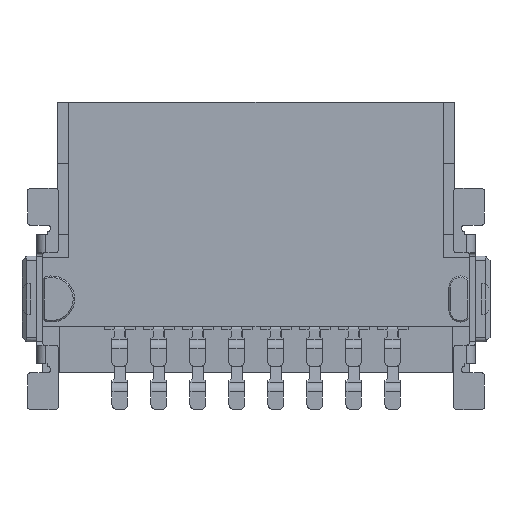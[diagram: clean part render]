
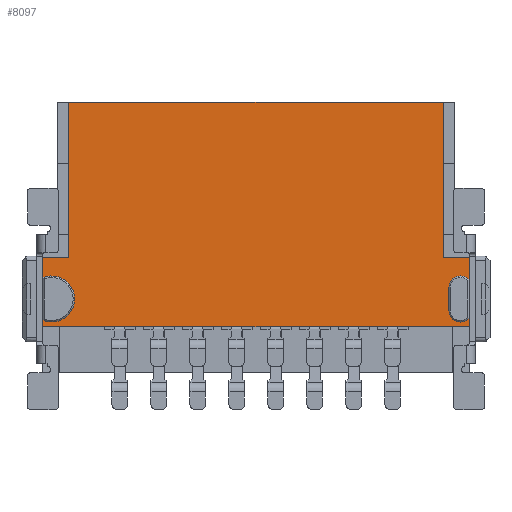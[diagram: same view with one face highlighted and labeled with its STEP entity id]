
A CAD part, front view. The second image highlights one B-rep face of the part: STEP entity #8097.
In plain terms, the highlighted planar face has unit normal (0, -1, 0).
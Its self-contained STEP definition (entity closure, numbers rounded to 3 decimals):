
#1272=CARTESIAN_POINT('',(-6.655,-2.1,2.4));
#1273=DIRECTION('',(0.,1.,0.));
#1274=DIRECTION('',(-0.38,0.,0.925));
#1275=AXIS2_PLACEMENT_3D('',#1272,#1273,#1274);
#1287=DIRECTION('',(-1.,0.,0.));
#1288=VECTOR('',#1287,0.85);
#1289=CARTESIAN_POINT('',(6.94,-2.1,3.75));
#1290=LINE('',#1289,#1288);
#1294=CARTESIAN_POINT('',(6.655,-2.1,2.775));
#1295=DIRECTION('',(0.,-1.,0.));
#1296=DIRECTION('',(0.76,0.,0.65));
#1297=AXIS2_PLACEMENT_3D('',#1294,#1295,#1296);
#1302=DIRECTION('',(0.,0.,-1.));
#1303=VECTOR('',#1302,0.75);
#1304=CARTESIAN_POINT('',(6.28,-2.1,2.775));
#1305=LINE('',#1304,#1303);
#1309=CARTESIAN_POINT('',(6.655,-2.1,2.025));
#1310=DIRECTION('',(0.,-1.,0.));
#1311=DIRECTION('',(-1.,0.,0.));
#1312=AXIS2_PLACEMENT_3D('',#1309,#1310,#1311);
#1317=DIRECTION('',(0.,0.,1.));
#1318=VECTOR('',#1317,0.206);
#1319=CARTESIAN_POINT('',(-6.94,-2.1,1.5));
#1320=LINE('',#1319,#1318);
#1324=DIRECTION('',(0.,0.,1.));
#1325=VECTOR('',#1324,0.656);
#1326=CARTESIAN_POINT('',(-6.94,-2.1,3.094));
#1327=LINE('',#1326,#1325);
#1331=DIRECTION('',(1.,0.,0.));
#1332=VECTOR('',#1331,0.85);
#1333=CARTESIAN_POINT('',(-6.94,-2.1,3.75));
#1334=LINE('',#1333,#1332);
#1352=DIRECTION('',(0.,0.,1.));
#1353=VECTOR('',#1352,5.05);
#1354=CARTESIAN_POINT('',(6.09,-2.1,3.75));
#1355=LINE('',#1354,#1353);
#2199=DIRECTION('',(1.,0.,0.));
#2200=VECTOR('',#2199,12.18);
#2201=CARTESIAN_POINT('',(-6.09,-2.1,8.8));
#2202=LINE('',#2201,#2200);
#2311=DIRECTION('',(0.,0.,-1.));
#2312=VECTOR('',#2311,5.05);
#2313=CARTESIAN_POINT('',(-6.09,-2.1,8.8));
#2314=LINE('',#2313,#2312);
#2577=DIRECTION('',(1.,0.,0.));
#2578=VECTOR('',#2577,13.88);
#2579=CARTESIAN_POINT('',(-6.94,-2.1,1.5));
#2580=LINE('',#2579,#2578);
#2959=DIRECTION('',(0.,0.,1.));
#2960=VECTOR('',#2959,0.731);
#2961=CARTESIAN_POINT('',(6.94,-2.1,3.019));
#2962=LINE('',#2961,#2960);
#2994=DIRECTION('',(0.,0.,1.));
#2995=VECTOR('',#2994,0.281);
#2996=CARTESIAN_POINT('',(6.94,-2.1,1.5));
#2997=LINE('',#2996,#2995);
#6160=CARTESIAN_POINT('',(6.28,-2.1,2.775));
#6161=CARTESIAN_POINT('',(6.28,-2.1,2.025));
#6162=VERTEX_POINT('',#6160);
#6163=VERTEX_POINT('',#6161);
#6164=CARTESIAN_POINT('',(6.94,-2.1,3.019));
#6165=VERTEX_POINT('',#6164);
#6166=CARTESIAN_POINT('',(6.94,-2.1,1.781));
#6167=VERTEX_POINT('',#6166);
#6168=CARTESIAN_POINT('',(-6.94,-2.1,3.094));
#6169=CARTESIAN_POINT('',(-6.94,-2.1,1.706));
#6170=VERTEX_POINT('',#6168);
#6171=VERTEX_POINT('',#6169);
#6180=CARTESIAN_POINT('',(6.94,-2.1,3.75));
#6181=CARTESIAN_POINT('',(6.09,-2.1,3.75));
#6182=VERTEX_POINT('',#6180);
#6183=VERTEX_POINT('',#6181);
#6184=CARTESIAN_POINT('',(-6.94,-2.1,3.75));
#6185=CARTESIAN_POINT('',(-6.09,-2.1,3.75));
#6186=VERTEX_POINT('',#6184);
#6187=VERTEX_POINT('',#6185);
#6194=CARTESIAN_POINT('',(6.94,-2.1,1.5));
#6195=VERTEX_POINT('',#6194);
#6202=CARTESIAN_POINT('',(-6.94,-2.1,1.5));
#6203=VERTEX_POINT('',#6202);
#6212=CARTESIAN_POINT('',(6.09,-2.1,8.8));
#6213=VERTEX_POINT('',#6212);
#6214=CARTESIAN_POINT('',(-6.09,-2.1,8.8));
#6215=VERTEX_POINT('',#6214);
#8065=CARTESIAN_POINT('',(-6.94,-2.1,0.));
#8066=DIRECTION('',(0.,-1.,0.));
#8067=DIRECTION('',(1.,0.,0.));
#8068=AXIS2_PLACEMENT_3D('',#8065,#8066,#8067);
#8069=PLANE('',#8068);
#8071=ORIENTED_EDGE('',*,*,#8070,.F.);
#8073=ORIENTED_EDGE('',*,*,#8072,.F.);
#8075=ORIENTED_EDGE('',*,*,#8074,.F.);
#8077=ORIENTED_EDGE('',*,*,#8076,.T.);
#8079=ORIENTED_EDGE('',*,*,#8078,.T.);
#8081=ORIENTED_EDGE('',*,*,#8080,.T.);
#8083=ORIENTED_EDGE('',*,*,#8082,.F.);
#8085=ORIENTED_EDGE('',*,*,#8084,.F.);
#8086=ORIENTED_EDGE('',*,*,#7133,.T.);
#8087=ORIENTED_EDGE('',*,*,#8059,.F.);
#8088=ORIENTED_EDGE('',*,*,#7146,.T.);
#8090=ORIENTED_EDGE('',*,*,#8089,.T.);
#8092=ORIENTED_EDGE('',*,*,#8091,.F.);
#8094=ORIENTED_EDGE('',*,*,#8093,.T.);
#8095=EDGE_LOOP('',(#8071,#8073,#8075,#8077,#8079,#8081,#8083,#8085,#8086,#8087,
#8088,#8090,#8092,#8094));
#8096=FACE_OUTER_BOUND('',#8095,.F.);
#8097=ADVANCED_FACE('',(#8096),#8069,.T.);
#1276=CIRCLE('',#1275,0.75);
#1298=CIRCLE('',#1297,0.375);
#1313=CIRCLE('',#1312,0.375);
#7133=EDGE_CURVE('',#6203,#6171,#1320,.T.);
#7146=EDGE_CURVE('',#6170,#6186,#1327,.T.);
#8059=EDGE_CURVE('',#6170,#6171,#1276,.T.);
#8070=EDGE_CURVE('',#6183,#6213,#1355,.T.);
#8072=EDGE_CURVE('',#6182,#6183,#1290,.T.);
#8074=EDGE_CURVE('',#6165,#6182,#2962,.T.);
#8076=EDGE_CURVE('',#6165,#6162,#1298,.T.);
#8078=EDGE_CURVE('',#6162,#6163,#1305,.T.);
#8080=EDGE_CURVE('',#6163,#6167,#1313,.T.);
#8082=EDGE_CURVE('',#6195,#6167,#2997,.T.);
#8084=EDGE_CURVE('',#6203,#6195,#2580,.T.);
#8089=EDGE_CURVE('',#6186,#6187,#1334,.T.);
#8091=EDGE_CURVE('',#6215,#6187,#2314,.T.);
#8093=EDGE_CURVE('',#6215,#6213,#2202,.T.);
